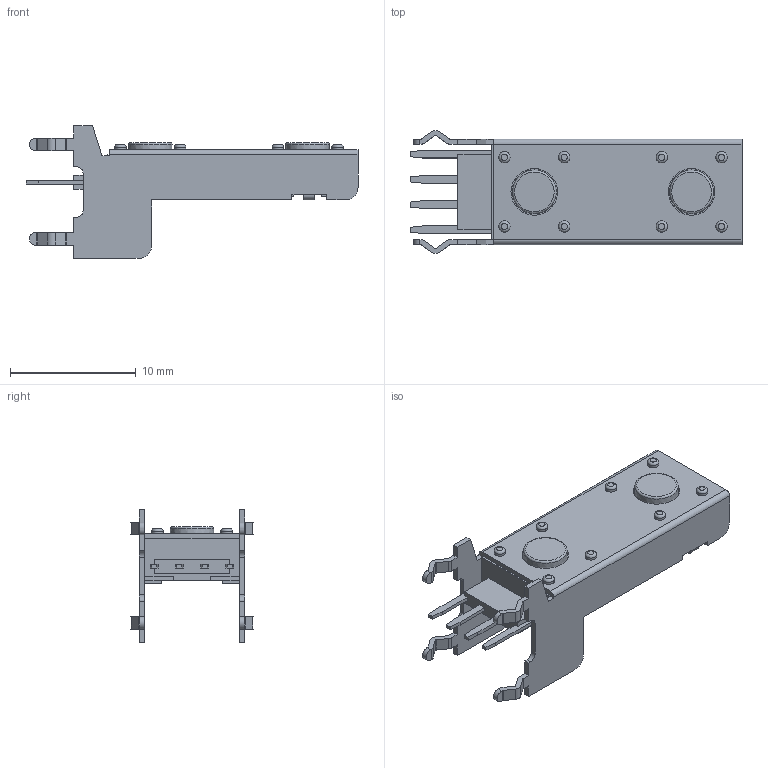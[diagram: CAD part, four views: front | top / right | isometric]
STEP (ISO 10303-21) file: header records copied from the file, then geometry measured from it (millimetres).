
FILE_DESCRIPTION(/* description */ (''),/* implementation_level */ '2;1');
FILE_NAME(/* name */ 'TL53FxxxQ.stp',/* time_stamp */ '2025-06-04T12:08:52-05:00',/* author */ ('mroman'),/* organization */ (''),/* preprocessor_version */ 'ST-DEVELOPER v18.1',/* originating_system */ 'Autodesk Inventor 2022',/* authorisation */ '');
FILE_SCHEMA (('AUTOMOTIVE_DESIGN { 1 0 10303 214 3 1 1 }'));
Length unit declared in the file: centimetre
Products named in the file (1): TL53FxxxQ
Bounding box: 26.38 x 9.75 x 10.55 mm (x, y, z)
Volume: 444.1 mm3; surface area: 1516.6 mm2
Topology: 1 solids, 3 shells, 472 faces, 1242 edges, 817 vertices
Faces by surface type: plane 339, cylinder 115, torus 14, cone 2, bspline 2
Full cylindrical faces by diameter (mm): 0.9 x8, 1 x1, 3.7 x2, 5 x2
Entity records: 14548 total; most frequent: CARTESIAN_POINT 2634, ORIENTED_EDGE 2480, DIRECTION 2415, EDGE_CURVE 1240, LINE 999, VECTOR 999, VERTEX_POINT 817, AXIS2_PLACEMENT_3D 708
